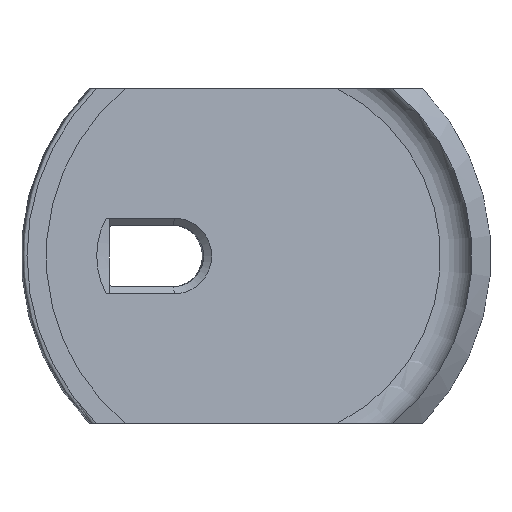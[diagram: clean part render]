
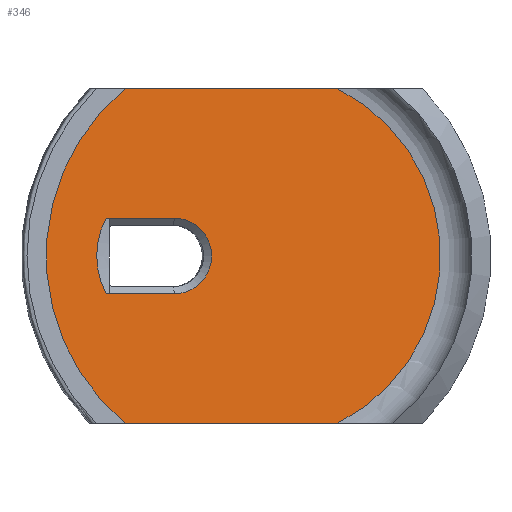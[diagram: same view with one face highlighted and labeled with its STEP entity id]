
A CAD part, top view. The second image highlights one B-rep face of the part: STEP entity #346.
In plain terms, the highlighted planar face has unit normal (0.174, 0, 0.985).
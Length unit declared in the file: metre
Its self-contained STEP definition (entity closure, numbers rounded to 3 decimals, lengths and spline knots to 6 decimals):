
#35=CIRCLE('',#385,0.005644);
#36=CIRCLE('',#386,0.0027);
#37=CIRCLE('',#387,0.0133);
#38=CIRCLE('',#388,0.0153);
#57=ORIENTED_EDGE('',*,*,#161,.T.);
#58=ORIENTED_EDGE('',*,*,#162,.T.);
#59=ORIENTED_EDGE('',*,*,#163,.T.);
#60=ORIENTED_EDGE('',*,*,#164,.T.);
#61=ORIENTED_EDGE('',*,*,#165,.T.);
#62=ORIENTED_EDGE('',*,*,#166,.T.);
#63=ORIENTED_EDGE('',*,*,#167,.F.);
#64=ORIENTED_EDGE('',*,*,#168,.F.);
#161=EDGE_CURVE('',#213,#214,#242,.T.);
#162=EDGE_CURVE('',#214,#215,#35,.F.);
#163=EDGE_CURVE('',#215,#216,#243,.T.);
#164=EDGE_CURVE('',#216,#213,#36,.T.);
#165=EDGE_CURVE('',#217,#218,#244,.T.);
#166=EDGE_CURVE('',#218,#219,#37,.F.);
#167=EDGE_CURVE('',#220,#219,#245,.T.);
#168=EDGE_CURVE('',#217,#220,#38,.T.);
#213=VERTEX_POINT('',#548);
#214=VERTEX_POINT('',#549);
#215=VERTEX_POINT('',#551);
#216=VERTEX_POINT('',#553);
#217=VERTEX_POINT('',#556);
#218=VERTEX_POINT('',#557);
#219=VERTEX_POINT('',#559);
#220=VERTEX_POINT('',#561);
#242=LINE('',#547,#269);
#243=LINE('',#552,#270);
#244=LINE('',#555,#271);
#245=LINE('',#560,#272);
#269=VECTOR('',#438,1.);
#270=VECTOR('',#441,1.);
#271=VECTOR('',#444,1.);
#272=VECTOR('',#447,1.);
#293=EDGE_LOOP('',(#57,#58,#59,#60));
#294=EDGE_LOOP('',(#61,#62,#63,#64));
#315=FACE_BOUND('',#293,.T.);
#316=FACE_BOUND('',#294,.T.);
#336=PLANE('',#384);
#346=ADVANCED_FACE('',(#315,#316),#336,.F.);
#384=AXIS2_PLACEMENT_3D('',#546,#436,#437);
#385=AXIS2_PLACEMENT_3D('',#550,#439,#440);
#386=AXIS2_PLACEMENT_3D('',#554,#442,#443);
#387=AXIS2_PLACEMENT_3D('',#558,#445,#446);
#388=AXIS2_PLACEMENT_3D('',#562,#448,#449);
#436=DIRECTION('',(-0.174,0.,-0.985));
#437=DIRECTION('',(-0.985,0.,0.174));
#438=DIRECTION('',(-0.985,0.,0.174));
#439=DIRECTION('',(0.174,0.,0.985));
#440=DIRECTION('',(0.985,0.,-0.174));
#441=DIRECTION('',(0.985,0.,-0.174));
#442=DIRECTION('',(-0.174,0.,-0.985));
#443=DIRECTION('',(-0.985,0.,0.174));
#444=DIRECTION('',(0.985,0.,-0.174));
#445=DIRECTION('',(-0.174,0.,-0.985));
#446=DIRECTION('',(-0.985,0.,0.174));
#447=DIRECTION('',(0.985,0.,-0.174));
#448=DIRECTION('',(-0.174,0.,-0.985));
#449=DIRECTION('',(-0.985,0.,0.174));
#546=CARTESIAN_POINT('',(0.03421,-0.00334,0.00794));
#547=CARTESIAN_POINT('',(0.029092,-0.00604,0.008843));
#548=CARTESIAN_POINT('',(0.03421,-0.00604,0.00794));
#549=CARTESIAN_POINT('',(0.02933,-0.00604,0.008801));
#550=CARTESIAN_POINT('',(0.03421,-0.00334,0.00794));
#551=CARTESIAN_POINT('',(0.02933,-0.00064,0.008801));
#552=CARTESIAN_POINT('',(0.03421,-0.00064,0.00794));
#553=CARTESIAN_POINT('',(0.03421,-0.00064,0.00794));
#554=CARTESIAN_POINT('',(0.03421,-0.00334,0.00794));
#555=CARTESIAN_POINT('',(0.040119,-0.01529,0.006898));
#556=CARTESIAN_POINT('',(0.03071,-0.01529,0.008558));
#557=CARTESIAN_POINT('',(0.045869,-0.01529,0.005885));
#558=CARTESIAN_POINT('',(0.040119,-0.00334,0.006898));
#559=CARTESIAN_POINT('',(0.045869,0.00861,0.005885));
#560=CARTESIAN_POINT('',(0.040119,0.00861,0.006898));
#561=CARTESIAN_POINT('',(0.03071,0.00861,0.008558));
#562=CARTESIAN_POINT('',(0.040119,-0.00334,0.006898));
